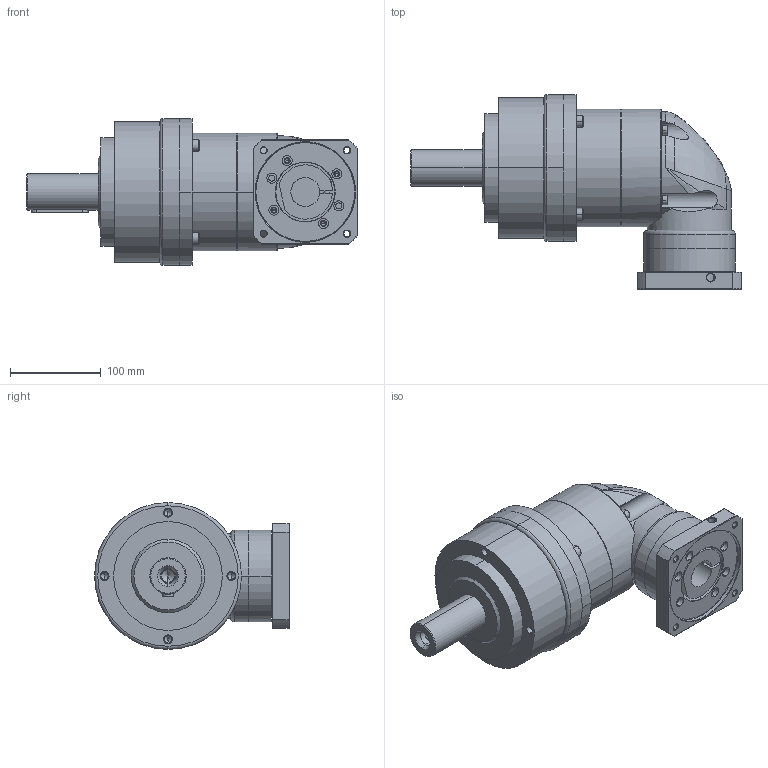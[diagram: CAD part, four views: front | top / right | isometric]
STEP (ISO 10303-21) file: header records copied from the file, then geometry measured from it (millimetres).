
FILE_DESCRIPTION((''),'2;1');
FILE_NAME('AER1552-P0403401001_ASM','2008-09-08T',('d00080'),(''),'PRO/ENGINEER BY PARAMETRIC TECHNOLOGY CORPORATION, 2006170','PRO/ENGINEER BY PARAMETRIC TECHNOLOGY CORPORATION, 2006170','');
FILE_SCHEMA(('CONFIG_CONTROL_DESIGN'));
Length unit declared in the file: millimetre
Products named in the file (11): AE155-2; P245; 220120803; RG-SET3-5_ASM; PD140001; 233100004; 220100708; HOUSING-SET-4_ASM; P1305400001; P0403401001; AER1552-P0403401001_ASM
Assembly tree (19 placements, depth 3):
  AER1552-P0403401001_ASM
    AE155-2
    RG-SET3-5_ASM
      P245
      220120803  x4
    HOUSING-SET-4_ASM
      PD140001
      233100004  x4
      220100708  x4
    P1305400001
    P0403401001
Bounding box: 365 x 215 x 162 mm (x, y, z)
Volume: 4243540.2 mm3; surface area: 348019.3 mm2
Topology: 17 solids, 39 shells, 674 faces, 1525 edges, 925 vertices
Faces by surface type: cylinder 290, plane 219, cone 112, torus 35, bspline 18
Entity records: 14702 total; most frequent: CARTESIAN_POINT 3568, DIRECTION 2506, ORIENTED_EDGE 2026, EDGE_CURVE 1057, AXIS2_PLACEMENT_3D 1046, VERTEX_POINT 673, EDGE_LOOP 574, CIRCLE 548
